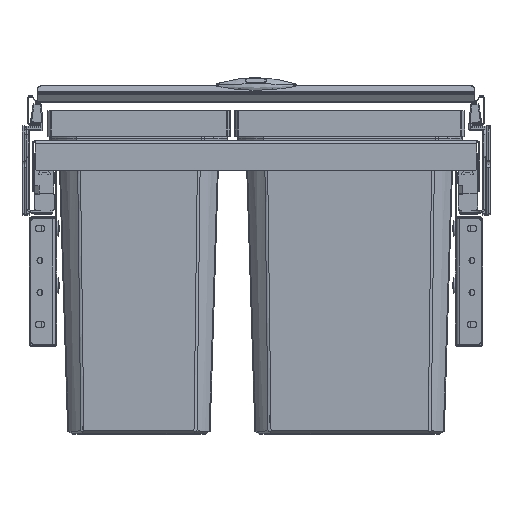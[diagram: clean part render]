
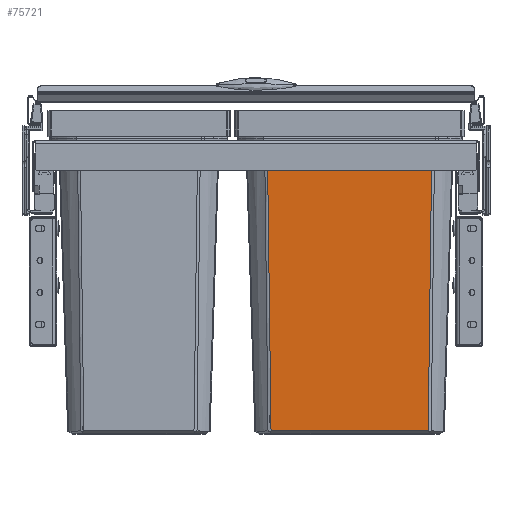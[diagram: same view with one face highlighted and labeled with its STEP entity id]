
A CAD part, top view. The second image highlights one B-rep face of the part: STEP entity #75721.
In plain terms, the highlighted planar face has unit normal (0, -0.031, 1).
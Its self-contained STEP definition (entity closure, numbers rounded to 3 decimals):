
#15118=EDGE_CURVE('9833',#39551,#39548,#39552,.T.);
#15170=EDGE_CURVE('9781',#39548,#39619,#39622,.T.);
#15172=EDGE_CURVE('9817',#39624,#39619,#39625,.T.);
#15174=EDGE_CURVE('9786',#39551,#39624,#39627,.T.);
#39548=VERTEX_POINT('',#74693);
#39551=VERTEX_POINT('',#74704);
#39552=LINE('',#74705,#74706);
#39619=VERTEX_POINT('',#74903);
#39622=B_SPLINE_CURVE_WITH_KNOTS('',3,(#74912,#74913,#74914,#74915,#74916,#74917),.UNSPECIFIED.,.F.,.F.,(4,1,1,4),(0.0,0.333,0.667,1.0),.UNSPECIFIED.);
#39624=VERTEX_POINT('',#74920);
#39625=LINE('',#74921,#74922);
#39627=B_SPLINE_CURVE_WITH_KNOTS('',3,(#74925,#74926,#74927,#74928,#74929,#74930),.UNSPECIFIED.,.F.,.F.,(4,1,1,4),(0.0,0.333,0.667,1.0),.UNSPECIFIED.);
#74693=CARTESIAN_POINT('',(11.171,9.8,-11.929));
#74704=CARTESIAN_POINT('',(176.029,9.8,-11.929));
#74705=CARTESIAN_POINT('',(176.029,9.8,-11.929));
#74706=VECTOR('',#127502,164.857);
#74903=CARTESIAN_POINT('',(15.02,-290.329,-21.284));
#74912=CARTESIAN_POINT('',(11.171,9.8,-11.929));
#74913=CARTESIAN_POINT('',(11.617,-25.284,-13.022));
#74914=CARTESIAN_POINT('',(12.496,-94.295,-15.173));
#74915=CARTESIAN_POINT('',(13.778,-194.335,-18.292));
#74916=CARTESIAN_POINT('',(14.609,-258.716,-20.299));
#74917=CARTESIAN_POINT('',(15.02,-290.329,-21.284));
#74920=CARTESIAN_POINT('',(172.18,-290.329,-21.284));
#74921=CARTESIAN_POINT('',(172.18,-290.329,-21.284));
#74922=VECTOR('',#127512,157.161);
#74925=CARTESIAN_POINT('',(176.029,9.8,-11.929));
#74926=CARTESIAN_POINT('',(175.583,-25.284,-13.022));
#74927=CARTESIAN_POINT('',(174.704,-94.295,-15.173));
#74928=CARTESIAN_POINT('',(173.422,-194.335,-18.292));
#74929=CARTESIAN_POINT('',(172.591,-258.716,-20.299));
#74930=CARTESIAN_POINT('',(172.18,-290.329,-21.284));
#75721=ADVANCED_FACE('7138',(#127872),#127873,.T.);
#127502=DIRECTION('',(-1.0,0.0,0.0));
#127512=DIRECTION('',(-1.0,0.0,0.0));
#127872=FACE_OUTER_BOUND('',#160645,.T.);
#127873=PLANE('',#160646);
#160645=EDGE_LOOP('',(#180487,#180488,#180489,#180490));
#160646=AXIS2_PLACEMENT_3D('',#180491,#180492,#180493);
#180487=ORIENTED_EDGE('',*,*,#15172,.F.);
#180488=ORIENTED_EDGE('',*,*,#15174,.F.);
#180489=ORIENTED_EDGE('',*,*,#15118,.T.);
#180490=ORIENTED_EDGE('',*,*,#15170,.T.);
#180491=CARTESIAN_POINT('',(93.6,-130.469,-16.301));
#180492=DIRECTION('',(0.0,-0.031,1.));
#180493=DIRECTION('',(1.0,0.0,0.0));
